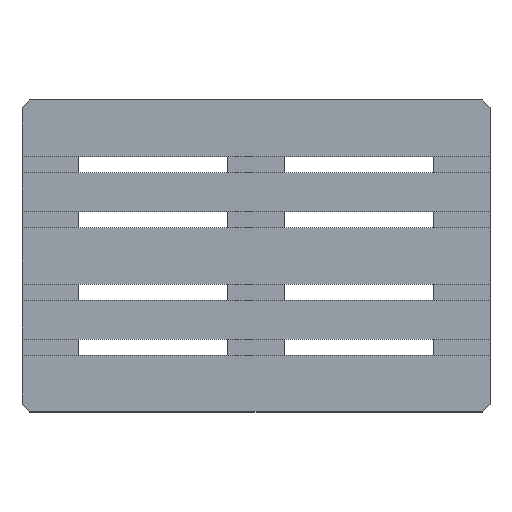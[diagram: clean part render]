
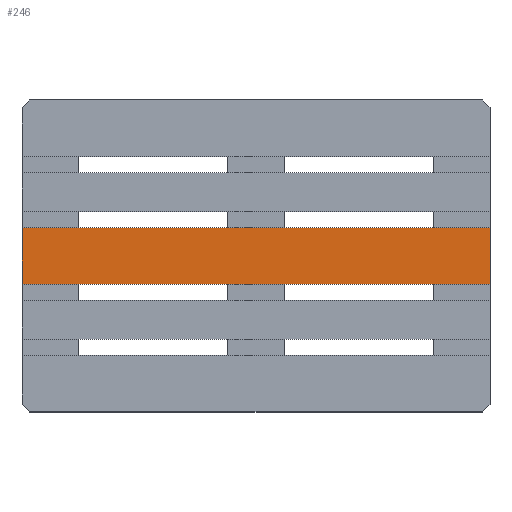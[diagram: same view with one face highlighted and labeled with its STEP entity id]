
A CAD part, top view. The second image highlights one B-rep face of the part: STEP entity #246.
In plain terms, the highlighted planar face has unit normal (0, 0, 1).
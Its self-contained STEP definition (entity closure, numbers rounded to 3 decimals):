
#246=ADVANCED_FACE('',(#382),#1998,.T.);
#382=FACE_OUTER_BOUND('',#518,.T.);
#518=EDGE_LOOP('',(#697,#698,#699,#700));
#697=ORIENTED_EDGE('',*,*,#1237,.T.);
#698=ORIENTED_EDGE('',*,*,#1241,.T.);
#699=ORIENTED_EDGE('',*,*,#1244,.T.);
#700=ORIENTED_EDGE('',*,*,#1246,.T.);
#1237=EDGE_CURVE('',#1808,#1807,#1525,.T.);
#1241=EDGE_CURVE('',#1807,#1810,#1529,.T.);
#1244=EDGE_CURVE('',#1810,#1812,#1532,.T.);
#1246=EDGE_CURVE('',#1812,#1808,#1534,.T.);
#1525=B_SPLINE_CURVE_WITH_KNOTS('',1,(#2493,#2494),.UNSPECIFIED.,.F.,.F.,
(2,2),(0.,1200.),.UNSPECIFIED.);
#1529=B_SPLINE_CURVE_WITH_KNOTS('',1,(#2501,#2502),.UNSPECIFIED.,.F.,.F.,
(2,2),(1200.,1345.),.UNSPECIFIED.);
#1532=B_SPLINE_CURVE_WITH_KNOTS('',1,(#2507,#2508),.UNSPECIFIED.,.F.,.F.,
(2,2),(1345.,2545.),.UNSPECIFIED.);
#1534=B_SPLINE_CURVE_WITH_KNOTS('',1,(#2511,#2512),.UNSPECIFIED.,.F.,.F.,
(2,2),(2545.,2690.),.UNSPECIFIED.);
#1807=VERTEX_POINT('',#2483);
#1808=VERTEX_POINT('',#2484);
#1810=VERTEX_POINT('',#2486);
#1812=VERTEX_POINT('',#2488);
#1998=PLANE('',#2154);
#2154=AXIS2_PLACEMENT_3D('',#2480,#2293,$);
#2293=DIRECTION('',(0.,0.,1.));
#2480=CARTESIAN_POINT('',(0.,-72.5,144.));
#2483=CARTESIAN_POINT('',(1200.,-72.5,144.));
#2484=CARTESIAN_POINT('',(0.,-72.5,144.));
#2486=CARTESIAN_POINT('',(1200.,72.5,144.));
#2488=CARTESIAN_POINT('',(0.,72.5,144.));
#2493=CARTESIAN_POINT('',(0.,-72.5,144.));
#2494=CARTESIAN_POINT('',(1200.,-72.5,144.));
#2501=CARTESIAN_POINT('',(1200.,-72.5,144.));
#2502=CARTESIAN_POINT('',(1200.,72.5,144.));
#2507=CARTESIAN_POINT('',(1200.,72.5,144.));
#2508=CARTESIAN_POINT('',(0.,72.5,144.));
#2511=CARTESIAN_POINT('',(0.,72.5,144.));
#2512=CARTESIAN_POINT('',(0.,-72.5,144.));
